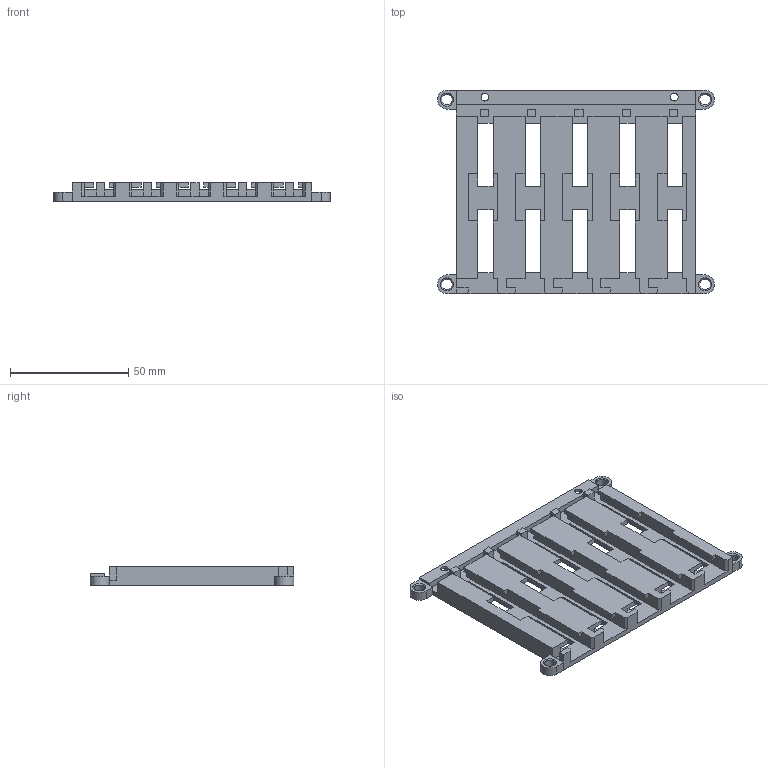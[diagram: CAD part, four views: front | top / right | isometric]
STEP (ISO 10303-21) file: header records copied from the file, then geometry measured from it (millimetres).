
FILE_DESCRIPTION(/* description */ (''),/* implementation_level */ '2;1');
FILE_NAME(/* name */ 'board_rail_75_4_under v7.step',/* time_stamp */ '2024-05-31T00:31:33+09:00',/* author */ (''),/* organization */ (''),/* preprocessor_version */ 'ST-DEVELOPER v20',/* originating_system */ 'Autodesk Translation Framework v13.14.0.145',/* authorisation */ '');
FILE_SCHEMA (('AUTOMOTIVE_DESIGN { 1 0 10303 214 3 1 1 }'));
Length unit declared in the file: millimetre
Products named in the file (1): board_rail_75_4_under
Bounding box: 117 x 86 x 8 mm (x, y, z)
Volume: 37173.5 mm3; surface area: 27114.1 mm2
Topology: 5 solids, 5 shells, 235 faces, 657 edges, 437 vertices
Faces by surface type: plane 216, cylinder 12, cone 7
Full cylindrical faces by diameter (mm): 3.2 x2, 4.5 x4
Entity records: 7530 total; most frequent: CARTESIAN_POINT 1334, ORIENTED_EDGE 1322, DIRECTION 1166, EDGE_CURVE 661, LINE 628, VECTOR 628, VERTEX_POINT 437, EDGE_LOOP 272
